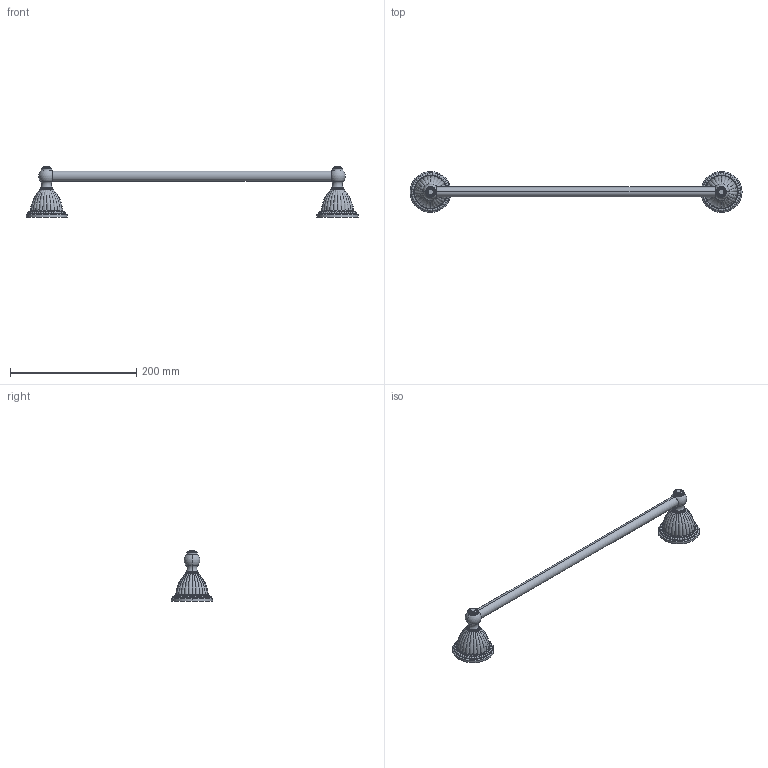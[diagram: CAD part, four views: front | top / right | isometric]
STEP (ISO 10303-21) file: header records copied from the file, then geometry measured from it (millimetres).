
FILE_DESCRIPTION((''),'2;1');
FILE_NAME('22-01_WEB','2010-08-19T',('ramkumar'),(''),'PRO/ENGINEER BY PARAMETRIC TECHNOLOGY CORPORATION, 2009300','PRO/ENGINEER BY PARAMETRIC TECHNOLOGY CORPORATION, 2009300','');
FILE_SCHEMA(('CONFIG_CONTROL_DESIGN'));
Length unit declared in the file: inch
Products named in the file (1): 22-01_WEB
Bounding box: 525.68 x 65.28 x 79.63 mm (x, y, z)
Surface area: 58166.5 mm2 (no closed solid volume)
Topology: 0 solids, 13 shells, 386 faces, 1306 edges, 746 vertices
Faces by surface type: sphere 184, bspline 66, plane 65, cylinder 28, cone 23, torus 20
Entity records: 20332 total; most frequent: CARTESIAN_POINT 11259, ORIENTED_EDGE 2065, DIRECTION 1594, EDGE_CURVE 1124, AXIS2_PLACEMENT_3D 768, VERTEX_POINT 746, B_SPLINE_CURVE_WITH_KNOTS 618, CIRCLE 448
